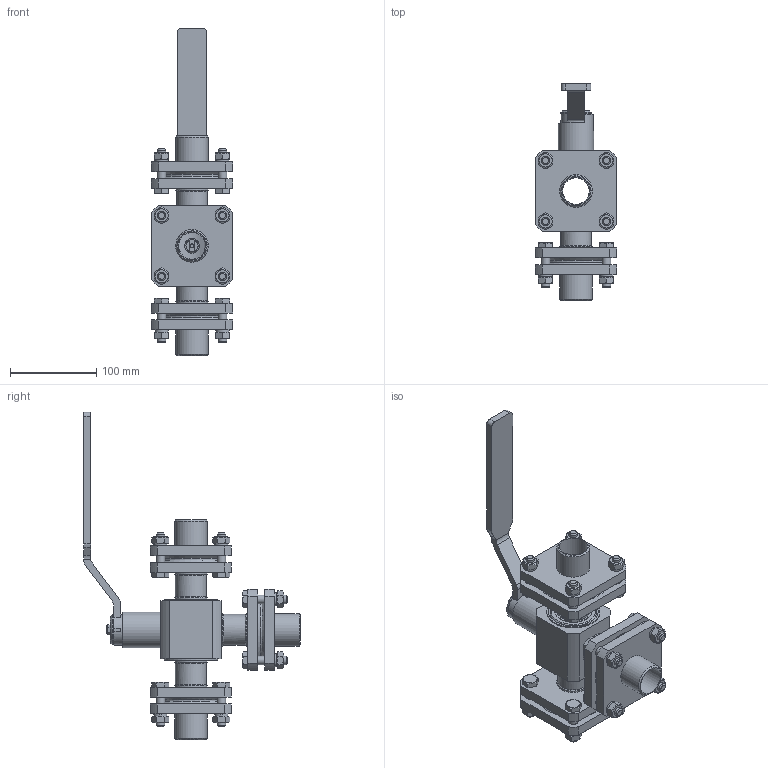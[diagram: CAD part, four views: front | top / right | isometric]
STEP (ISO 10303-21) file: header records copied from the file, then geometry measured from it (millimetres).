
FILE_DESCRIPTION(('STEP AP203'), '1');
FILE_NAME('1694.32-16Ôë - Ñáîðêà êðàíà', '', ('UNSPECIFIED'), ('UNSPECIFIED'), 'ASCON STEP Converter 1.3', 'ASCON Math Kernel', '');
FILE_SCHEMA(('CONFIG_CONTROL_DESIGN'));
Length unit declared in the file: millimetre
Products named in the file (1): 1694.32-16Ôë - Ñáîðêà êðàíà
Bounding box: 94.15 x 251.5 x 380 mm (x, y, z)
Volume: 1034966.4 mm3; surface area: 300746 mm2
Topology: 44 solids, 47 shells, 674 faces, 1543 edges, 1010 vertices
Faces by surface type: plane 393, cylinder 167, cone 101, torus 13
Full cylindrical faces by diameter (mm): 4.5 x1, 5 x1, 6 x1, 7 x1, 8.376 x12, 10 x12, 11 x24, 14 x1, 17.2 x1, 20.5 x1, 31 x3, 33 x3, 35 x4, 36 x7, 38 x12, 41 x1, 43 x2, 57 x1, 58 x2, 60 x2, 62 x2, 76 x3
Entity records: 39252 total; most frequent: CARTESIAN_POINT 19280, DIRECTION 2764, ORIENTED_EDGE 2668, EDGE_CURVE 1334, AXIS2_PLACEMENT_3D 1126, EDGE_LOOP 1024, VERTEX_POINT 1010, FACE_BOUND 728
